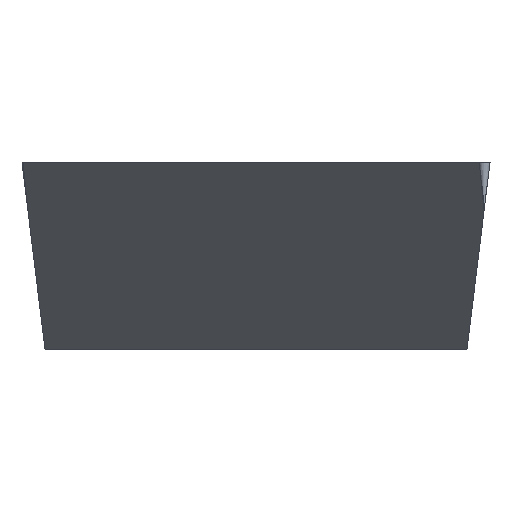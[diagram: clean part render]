
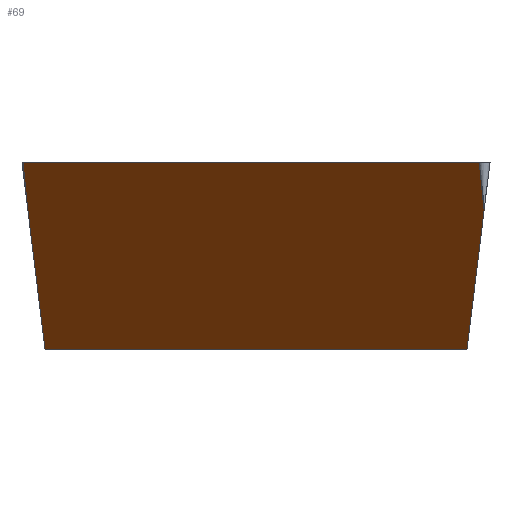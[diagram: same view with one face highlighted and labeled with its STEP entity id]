
A CAD part, left-side view. The second image highlights one B-rep face of the part: STEP entity #69.
In plain terms, the highlighted planar face has unit normal (-0.569, 0.813, -0.122).
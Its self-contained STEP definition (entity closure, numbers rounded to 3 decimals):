
#53=FACE_OUTER_BOUND('',#97,.T.);
#69=ADVANCED_FACE('',(#53),#78,.T.);
#78=PLANE('',#417);
#97=EDGE_LOOP('',(#152,#153,#154,#155,#156,#157));
#152=ORIENTED_EDGE('',*,*,#217,.F.);
#153=ORIENTED_EDGE('',*,*,#234,.F.);
#154=ORIENTED_EDGE('',*,*,#207,.F.);
#155=ORIENTED_EDGE('',*,*,#235,.T.);
#156=ORIENTED_EDGE('',*,*,#236,.F.);
#157=ORIENTED_EDGE('',*,*,#221,.F.);
#183=VERTEX_POINT('',#549);
#184=VERTEX_POINT('',#551);
#191=VERTEX_POINT('',#569);
#192=VERTEX_POINT('',#571);
#193=VERTEX_POINT('',#575);
#201=VERTEX_POINT('',#606);
#207=EDGE_CURVE('',#183,#184,#298,.T.);
#217=EDGE_CURVE('',#191,#192,#304,.T.);
#221=EDGE_CURVE('',#192,#193,#308,.T.);
#234=EDGE_CURVE('',#184,#191,#313,.T.);
#235=EDGE_CURVE('',#183,#201,#314,.T.);
#236=EDGE_CURVE('',#193,#201,#315,.T.);
#298=LINE('',#550,#326);
#304=LINE('',#570,#332);
#308=LINE('',#578,#336);
#313=LINE('',#604,#341);
#314=LINE('',#605,#342);
#315=LINE('',#607,#343);
#326=VECTOR('',#449,1.);
#332=VECTOR('',#467,1.);
#336=VECTOR('',#473,1.);
#341=VECTOR('',#508,1.);
#342=VECTOR('',#509,1.);
#343=VECTOR('',#510,1.);
#417=AXIS2_PLACEMENT_3D('',#608,#511,#512);
#449=DIRECTION('',(-0.819,-0.574,0.));
#467=DIRECTION('',(0.361,0.114,-0.926));
#473=DIRECTION('',(0.819,0.574,0.));
#508=DIRECTION('',(0.07,-0.1,-0.993));
#509=DIRECTION('',(0.07,-0.1,-0.993));
#510=DIRECTION('',(-0.038,0.122,0.992));
#511=DIRECTION('',(-0.569,0.813,-0.122));
#512=DIRECTION('',(0.819,0.574,0.));
#549=CARTESIAN_POINT('',(-1.278,3.952,0.));
#550=CARTESIAN_POINT('',(-1.278,3.952,0.));
#551=CARTESIAN_POINT('',(-12.331,-3.788,0.));
#569=CARTESIAN_POINT('',(-12.274,-3.87,-0.814));
#570=CARTESIAN_POINT('',(-12.274,-3.87,-0.814));
#571=CARTESIAN_POINT('',(-11.353,-3.58,-3.18));
#575=CARTESIAN_POINT('',(-1.129,3.58,-3.18));
#578=CARTESIAN_POINT('',(-11.353,-3.58,-3.18));
#604=CARTESIAN_POINT('',(-12.331,-3.788,0.));
#605=CARTESIAN_POINT('',(-1.278,3.952,0.));
#606=CARTESIAN_POINT('',(-1.22,3.87,-0.814));
#607=CARTESIAN_POINT('',(-1.129,3.58,-3.18));
#608=CARTESIAN_POINT('',(-0.36,4.594,0.));
